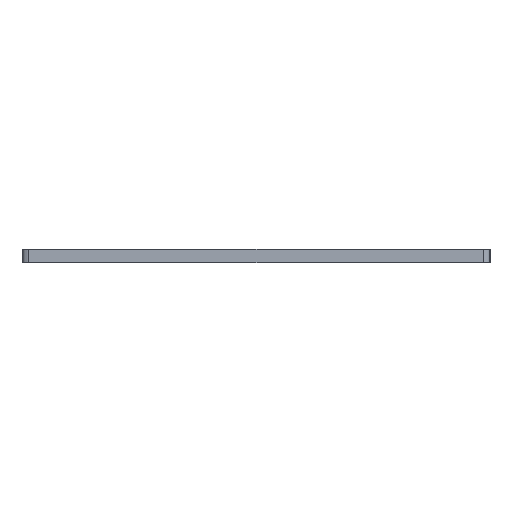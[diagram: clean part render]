
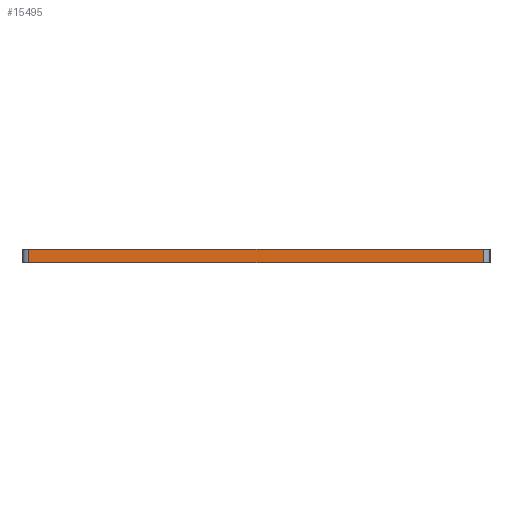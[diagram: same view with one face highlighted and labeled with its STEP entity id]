
A CAD part, left-side view. The second image highlights one B-rep face of the part: STEP entity #15495.
In plain terms, the highlighted planar face has unit normal (-1, 0, 0).
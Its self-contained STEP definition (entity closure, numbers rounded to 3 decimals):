
#83 = PLANE('',#84);
#84 = AXIS2_PLACEMENT_3D('',#85,#86,#87);
#85 = CARTESIAN_POINT('',(164.306,-76.2,1.6));
#86 = DIRECTION('',(-0.,-0.,-1.));
#87 = DIRECTION('',(-1.,0.,0.));
#137 = PLANE('',#138);
#138 = AXIS2_PLACEMENT_3D('',#139,#140,#141);
#139 = CARTESIAN_POINT('',(164.306,-76.2,0.));
#140 = DIRECTION('',(-0.,-0.,-1.));
#141 = DIRECTION('',(-1.,0.,0.));
#401 = VERTEX_POINT('',#402);
#402 = CARTESIAN_POINT('',(25.4,-102.394,0.));
#421 = CYLINDRICAL_SURFACE('',#422,0.794);
#422 = AXIS2_PLACEMENT_3D('',#423,#424,#425);
#423 = CARTESIAN_POINT('',(26.194,-102.394,0.));
#424 = DIRECTION('',(-0.,-0.,-1.));
#425 = DIRECTION('',(1.,0.,-0.));
#433 = EDGE_CURVE('',#401,#434,#436,.T.);
#434 = VERTEX_POINT('',#435);
#435 = CARTESIAN_POINT('',(25.4,-50.006,0.));
#436 = SURFACE_CURVE('',#437,(#441,#448),.PCURVE_S1.);
#437 = LINE('',#438,#439);
#438 = CARTESIAN_POINT('',(25.4,-102.394,0.));
#439 = VECTOR('',#440,1.);
#440 = DIRECTION('',(0.,1.,0.));
#441 = PCURVE('',#137,#442);
#442 = DEFINITIONAL_REPRESENTATION('',(#443),#447);
#443 = LINE('',#444,#445);
#444 = CARTESIAN_POINT('',(138.906,-26.194));
#445 = VECTOR('',#446,1.);
#446 = DIRECTION('',(0.,1.));
#447 = ( GEOMETRIC_REPRESENTATION_CONTEXT(2) 
PARAMETRIC_REPRESENTATION_CONTEXT() REPRESENTATION_CONTEXT('2D SPACE',''
  ) );
#448 = PCURVE('',#449,#454);
#449 = PLANE('',#450);
#450 = AXIS2_PLACEMENT_3D('',#451,#452,#453);
#451 = CARTESIAN_POINT('',(25.4,-102.394,0.));
#452 = DIRECTION('',(-1.,0.,0.));
#453 = DIRECTION('',(0.,1.,0.));
#454 = DEFINITIONAL_REPRESENTATION('',(#455),#459);
#455 = LINE('',#456,#457);
#456 = CARTESIAN_POINT('',(0.,0.));
#457 = VECTOR('',#458,1.);
#458 = DIRECTION('',(1.,0.));
#459 = ( GEOMETRIC_REPRESENTATION_CONTEXT(2) 
PARAMETRIC_REPRESENTATION_CONTEXT() REPRESENTATION_CONTEXT('2D SPACE',''
  ) );
#482 = CYLINDRICAL_SURFACE('',#483,0.794);
#483 = AXIS2_PLACEMENT_3D('',#484,#485,#486);
#484 = CARTESIAN_POINT('',(26.194,-50.006,0.));
#485 = DIRECTION('',(-0.,-0.,-1.));
#486 = DIRECTION('',(1.,0.,-0.));
#8512 = VERTEX_POINT('',#8513);
#8513 = CARTESIAN_POINT('',(25.4,-102.394,1.6));
#8539 = EDGE_CURVE('',#8512,#8540,#8542,.T.);
#8540 = VERTEX_POINT('',#8541);
#8541 = CARTESIAN_POINT('',(25.4,-50.006,1.6));
#8542 = SURFACE_CURVE('',#8543,(#8547,#8554),.PCURVE_S1.);
#8543 = LINE('',#8544,#8545);
#8544 = CARTESIAN_POINT('',(25.4,-102.394,1.6));
#8545 = VECTOR('',#8546,1.);
#8546 = DIRECTION('',(0.,1.,0.));
#8547 = PCURVE('',#83,#8548);
#8548 = DEFINITIONAL_REPRESENTATION('',(#8549),#8553);
#8549 = LINE('',#8550,#8551);
#8550 = CARTESIAN_POINT('',(138.906,-26.194));
#8551 = VECTOR('',#8552,1.);
#8552 = DIRECTION('',(0.,1.));
#8553 = ( GEOMETRIC_REPRESENTATION_CONTEXT(2) 
PARAMETRIC_REPRESENTATION_CONTEXT() REPRESENTATION_CONTEXT('2D SPACE',''
  ) );
#8554 = PCURVE('',#449,#8555);
#8555 = DEFINITIONAL_REPRESENTATION('',(#8556),#8560);
#8556 = LINE('',#8557,#8558);
#8557 = CARTESIAN_POINT('',(0.,-1.6));
#8558 = VECTOR('',#8559,1.);
#8559 = DIRECTION('',(1.,0.));
#8560 = ( GEOMETRIC_REPRESENTATION_CONTEXT(2) 
PARAMETRIC_REPRESENTATION_CONTEXT() REPRESENTATION_CONTEXT('2D SPACE',''
  ) );
#15447 = EDGE_CURVE('',#434,#8540,#15448,.T.);
#15448 = SURFACE_CURVE('',#15449,(#15453,#15460),.PCURVE_S1.);
#15449 = LINE('',#15450,#15451);
#15450 = CARTESIAN_POINT('',(25.4,-50.006,0.));
#15451 = VECTOR('',#15452,1.);
#15452 = DIRECTION('',(0.,0.,1.));
#15453 = PCURVE('',#482,#15454);
#15454 = DEFINITIONAL_REPRESENTATION('',(#15455),#15459);
#15455 = LINE('',#15456,#15457);
#15456 = CARTESIAN_POINT('',(-3.142,0.));
#15457 = VECTOR('',#15458,1.);
#15458 = DIRECTION('',(-0.,-1.));
#15459 = ( GEOMETRIC_REPRESENTATION_CONTEXT(2) 
PARAMETRIC_REPRESENTATION_CONTEXT() REPRESENTATION_CONTEXT('2D SPACE',''
  ) );
#15460 = PCURVE('',#449,#15461);
#15461 = DEFINITIONAL_REPRESENTATION('',(#15462),#15466);
#15462 = LINE('',#15463,#15464);
#15463 = CARTESIAN_POINT('',(52.388,0.));
#15464 = VECTOR('',#15465,1.);
#15465 = DIRECTION('',(0.,-1.));
#15466 = ( GEOMETRIC_REPRESENTATION_CONTEXT(2) 
PARAMETRIC_REPRESENTATION_CONTEXT() REPRESENTATION_CONTEXT('2D SPACE',''
  ) );
#15495 = ADVANCED_FACE('',(#15496),#449,.T.);
#15496 = FACE_BOUND('',#15497,.T.);
#15497 = EDGE_LOOP('',(#15498,#15519,#15520,#15521));
#15498 = ORIENTED_EDGE('',*,*,#15499,.T.);
#15499 = EDGE_CURVE('',#401,#8512,#15500,.T.);
#15500 = SURFACE_CURVE('',#15501,(#15505,#15512),.PCURVE_S1.);
#15501 = LINE('',#15502,#15503);
#15502 = CARTESIAN_POINT('',(25.4,-102.394,0.));
#15503 = VECTOR('',#15504,1.);
#15504 = DIRECTION('',(0.,0.,1.));
#15505 = PCURVE('',#449,#15506);
#15506 = DEFINITIONAL_REPRESENTATION('',(#15507),#15511);
#15507 = LINE('',#15508,#15509);
#15508 = CARTESIAN_POINT('',(0.,0.));
#15509 = VECTOR('',#15510,1.);
#15510 = DIRECTION('',(0.,-1.));
#15511 = ( GEOMETRIC_REPRESENTATION_CONTEXT(2) 
PARAMETRIC_REPRESENTATION_CONTEXT() REPRESENTATION_CONTEXT('2D SPACE',''
  ) );
#15512 = PCURVE('',#421,#15513);
#15513 = DEFINITIONAL_REPRESENTATION('',(#15514),#15518);
#15514 = LINE('',#15515,#15516);
#15515 = CARTESIAN_POINT('',(-3.142,0.));
#15516 = VECTOR('',#15517,1.);
#15517 = DIRECTION('',(-0.,-1.));
#15518 = ( GEOMETRIC_REPRESENTATION_CONTEXT(2) 
PARAMETRIC_REPRESENTATION_CONTEXT() REPRESENTATION_CONTEXT('2D SPACE',''
  ) );
#15519 = ORIENTED_EDGE('',*,*,#8539,.T.);
#15520 = ORIENTED_EDGE('',*,*,#15447,.F.);
#15521 = ORIENTED_EDGE('',*,*,#433,.F.);
